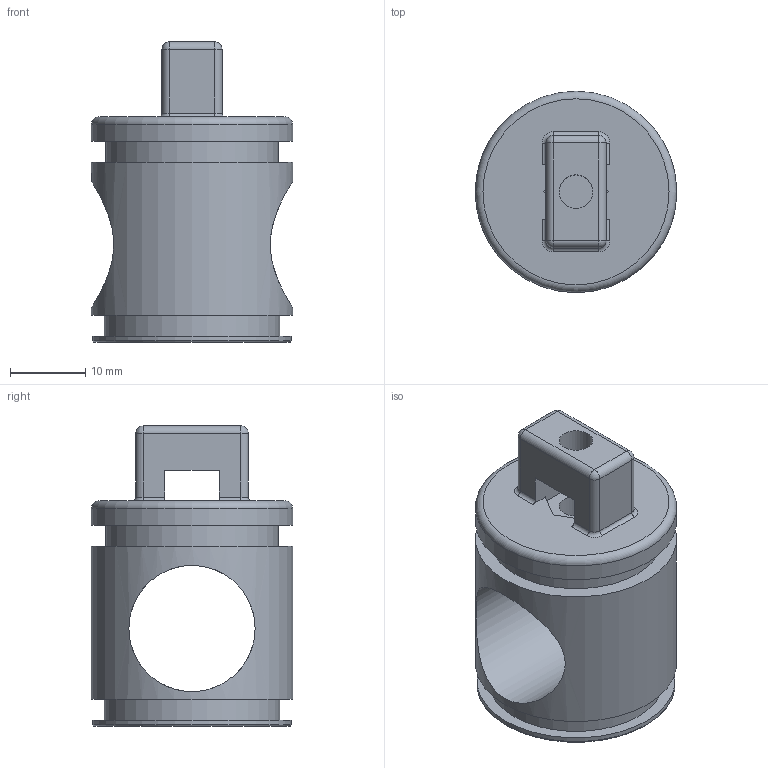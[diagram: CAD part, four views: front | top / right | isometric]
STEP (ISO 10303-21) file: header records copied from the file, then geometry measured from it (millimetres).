
FILE_DESCRIPTION(/* description */ (''),/* implementation_level */ '2;1');
FILE_NAME(/* name */ 'P-TET-000019-3_Shutoff_valve_thru_body.step',/* time_stamp */ '2020-08-31T13:00:44-04:00',/* author */ (''),/* organization */ (''),/* preprocessor_version */ 'ST-DEVELOPER v18.1',/* originating_system */ 'Autodesk Translation Framework v9.3.0.1241',/* authorisation */ '');
FILE_SCHEMA (('AUTOMOTIVE_DESIGN { 1 0 10303 214 3 1 1 }'));
Length unit declared in the file: millimetre
Products named in the file (1): P-TET-000019-3
Bounding box: 26.8 x 26.8 x 40 mm (x, y, z)
Volume: 11217.1 mm3; surface area: 5550.8 mm2
Topology: 1 solids, 1 shells, 410 faces, 1132 edges, 747 vertices
Faces by surface type: bspline 295, plane 83, cylinder 22, torus 6, sphere 4
Full cylindrical faces by diameter (mm): 4.5 x2, 16.818 x1, 23 x1, 23.4 x1, 26.4 x1, 26.8 x2
Entity records: 15856 total; most frequent: CARTESIAN_POINT 7375, ORIENTED_EDGE 2264, EDGE_CURVE 1132, DIRECTION 819, VERTEX_POINT 747, B_SPLINE_CURVE_WITH_KNOTS 596, LINE 485, VECTOR 485
